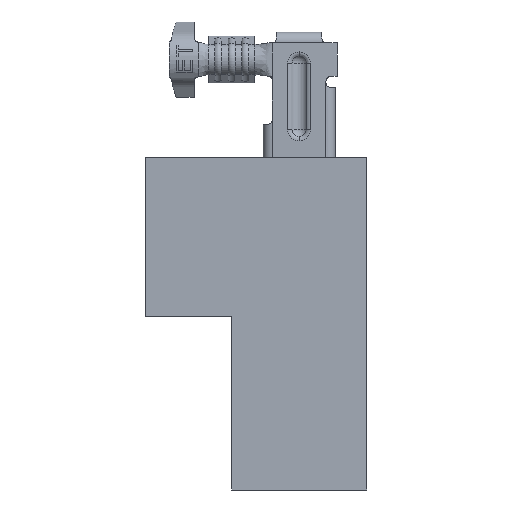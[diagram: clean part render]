
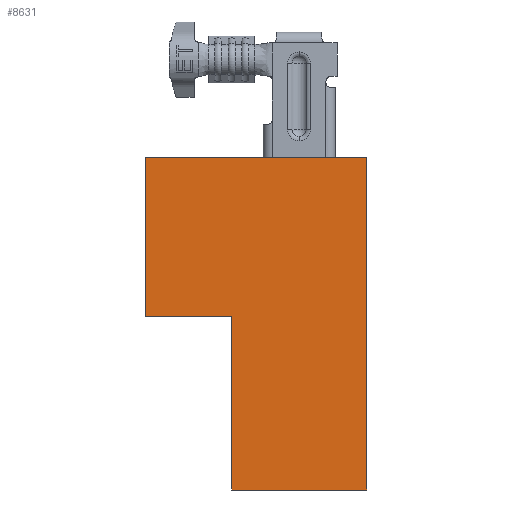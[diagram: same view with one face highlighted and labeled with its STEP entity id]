
A CAD part, front view. The second image highlights one B-rep face of the part: STEP entity #8631.
In plain terms, the highlighted planar face has unit normal (0, -1, 0).
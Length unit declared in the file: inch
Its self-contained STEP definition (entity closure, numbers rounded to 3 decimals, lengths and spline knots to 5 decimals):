
#339 = LINE ( 'NONE', #14332, #17610 ) ;
#1078 = ORIENTED_EDGE ( 'NONE', *, *, #9586, .T. ) ;
#1172 = CARTESIAN_POINT ( 'NONE',  ( -0.337, 0., -0.73 ) ) ;
#1187 = CARTESIAN_POINT ( 'NONE',  ( 0.148, 0., -0.73 ) ) ;
#1578 = CARTESIAN_POINT ( 'NONE',  ( -0.148, 0., -0.35 ) ) ;
#2163 = DIRECTION ( 'NONE',  ( 0., 0., 1. ) ) ;
#2177 = CARTESIAN_POINT ( 'NONE',  ( -0.337, 0., -0.35 ) ) ;
#2184 = CARTESIAN_POINT ( 'NONE',  ( -0.337, 0., -0.73 ) ) ;
#2863 = DIRECTION ( 'NONE',  ( 0., 0., -1. ) ) ;
#4915 = VECTOR ( 'NONE', #2863, 39.37008 ) ;
#5155 = VERTEX_POINT ( 'NONE', #14320 ) ;
#5643 = EDGE_CURVE ( 'NONE', #13069, #16631, #7860, .T. ) ;
#5678 = VERTEX_POINT ( 'NONE', #1578 ) ;
#5936 = VERTEX_POINT ( 'NONE', #11616 ) ;
#6318 = EDGE_CURVE ( 'NONE', #8688, #5936, #13200, .T. ) ;
#7462 = VECTOR ( 'NONE', #15275, 39.37008 ) ;
#7690 = DIRECTION ( 'NONE',  ( 1., 0., 0. ) ) ;
#7860 = LINE ( 'NONE', #10753, #12016 ) ;
#8123 = LINE ( 'NONE', #9655, #4915 ) ;
#8312 = EDGE_CURVE ( 'NONE', #5936, #16631, #16825, .T. ) ;
#8631 = ADVANCED_FACE ( 'NONE', ( #9325 ), #16004, .T. ) ;
#8688 = VERTEX_POINT ( 'NONE', #2177 ) ;
#9325 = FACE_OUTER_BOUND ( 'NONE', #14874, .T. ) ;
#9586 = EDGE_CURVE ( 'NONE', #5155, #13069, #16979, .T. ) ;
#9655 = CARTESIAN_POINT ( 'NONE',  ( -0.148, 0., 0.32462 ) ) ;
#9961 = CARTESIAN_POINT ( 'NONE',  ( -0.337, 0., 0. ) ) ;
#10303 = CARTESIAN_POINT ( 'NONE',  ( -0.337, 0., -0.73 ) ) ;
#10378 = ORIENTED_EDGE ( 'NONE', *, *, #5643, .T. ) ;
#10457 = CARTESIAN_POINT ( 'NONE',  ( 0.148, 0., 0. ) ) ;
#10676 = DIRECTION ( 'NONE',  ( 0., -1., 0. ) ) ;
#10753 = CARTESIAN_POINT ( 'NONE',  ( 0.148, 0., -0.73 ) ) ;
#10881 = VECTOR ( 'NONE', #14199, 39.37008 ) ;
#10939 = VECTOR ( 'NONE', #11658, 39.37008 ) ;
#11187 = EDGE_CURVE ( 'NONE', #5678, #5155, #8123, .T. ) ;
#11616 = CARTESIAN_POINT ( 'NONE',  ( -0.337, 0., 0. ) ) ;
#11658 = DIRECTION ( 'NONE',  ( 1., 0., 0. ) ) ;
#12016 = VECTOR ( 'NONE', #2163, 39.37008 ) ;
#12793 = ORIENTED_EDGE ( 'NONE', *, *, #6318, .F. ) ;
#13069 = VERTEX_POINT ( 'NONE', #1187 ) ;
#13200 = LINE ( 'NONE', #2184, #10881 ) ;
#13422 = EDGE_CURVE ( 'NONE', #5678, #8688, #339, .T. ) ;
#13978 = DIRECTION ( 'NONE',  ( -1., 0., 0. ) ) ;
#14199 = DIRECTION ( 'NONE',  ( 0., 0., 1. ) ) ;
#14320 = CARTESIAN_POINT ( 'NONE',  ( -0.148, 0., -0.73 ) ) ;
#14332 = CARTESIAN_POINT ( 'NONE',  ( -0.148, 0., -0.35 ) ) ;
#14874 = EDGE_LOOP ( 'NONE', ( #10378, #15921, #12793, #17839, #15541, #1078 ) ) ;
#15275 = DIRECTION ( 'NONE',  ( 1., 0., 0. ) ) ;
#15541 = ORIENTED_EDGE ( 'NONE', *, *, #11187, .T. ) ;
#15921 = ORIENTED_EDGE ( 'NONE', *, *, #8312, .F. ) ;
#16004 = PLANE ( 'NONE',  #17850 ) ;
#16631 = VERTEX_POINT ( 'NONE', #10457 ) ;
#16825 = LINE ( 'NONE', #9961, #7462 ) ;
#16979 = LINE ( 'NONE', #10303, #10939 ) ;
#17610 = VECTOR ( 'NONE', #13978, 39.37008 ) ;
#17839 = ORIENTED_EDGE ( 'NONE', *, *, #13422, .F. ) ;
#17850 = AXIS2_PLACEMENT_3D ( 'NONE', #1172, #10676, #7690 ) ;
